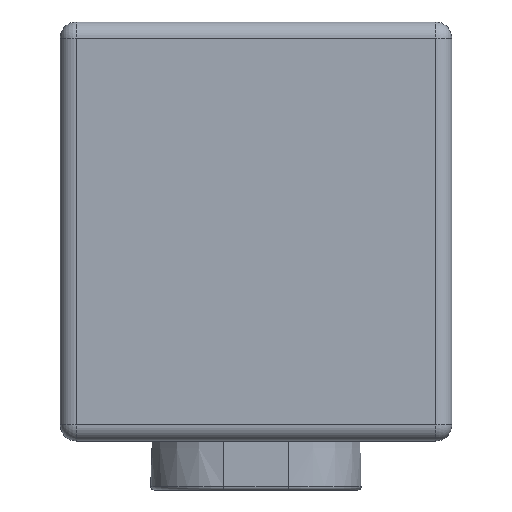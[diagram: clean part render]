
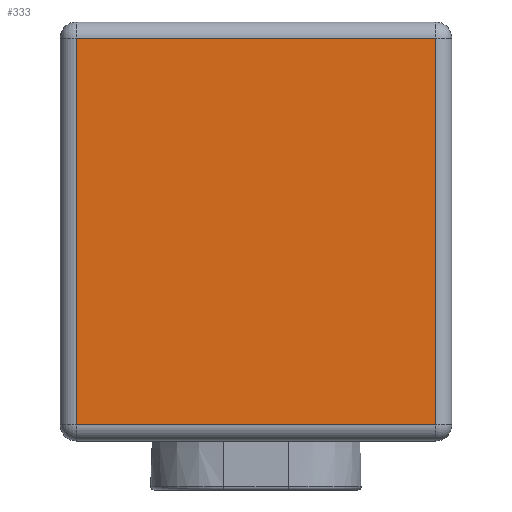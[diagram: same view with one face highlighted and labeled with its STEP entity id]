
A CAD part, left-side view. The second image highlights one B-rep face of the part: STEP entity #333.
In plain terms, the highlighted planar face has unit normal (-1, 0, 0).
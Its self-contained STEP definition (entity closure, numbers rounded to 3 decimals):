
#22 = CARTESIAN_POINT ( 'NONE',  ( -23.5, -16.5, 38.5 ) ) ;
#113 = VERTEX_POINT ( 'NONE', #4058 ) ;
#208 = CARTESIAN_POINT ( 'NONE',  ( -23.5, 16.5, 38.5 ) ) ;
#244 = VECTOR ( 'NONE', #4336, 1000. ) ;
#288 = CARTESIAN_POINT ( 'NONE',  ( -23.5, 16.5, 1.5 ) ) ;
#333 = ADVANCED_FACE ( 'NONE', ( #2843 ), #3609, .F. ) ;
#418 = EDGE_CURVE ( 'NONE', #1325, #113, #1581, .T. ) ;
#428 = EDGE_CURVE ( 'NONE', #1895, #1325, #4227, .T. ) ;
#451 = ORIENTED_EDGE ( 'NONE', *, *, #4237, .T. ) ;
#820 = DIRECTION ( 'NONE',  ( 0., 1., 0. ) ) ;
#848 = CARTESIAN_POINT ( 'NONE',  ( -23.5, 18., 37. ) ) ;
#1122 = ORIENTED_EDGE ( 'NONE', *, *, #428, .T. ) ;
#1305 = LINE ( 'NONE', #848, #4375 ) ;
#1325 = VERTEX_POINT ( 'NONE', #288 ) ;
#1348 = VERTEX_POINT ( 'NONE', #2462 ) ;
#1491 = CARTESIAN_POINT ( 'NONE',  ( -23.5, 18., 38.5 ) ) ;
#1567 = DIRECTION ( 'NONE',  ( 0., -1., 0. ) ) ;
#1581 = LINE ( 'NONE', #3998, #2442 ) ;
#1721 = VECTOR ( 'NONE', #3820, 1000. ) ;
#1771 = EDGE_LOOP ( 'NONE', ( #451, #1122, #2536, #3928 ) ) ;
#1895 = VERTEX_POINT ( 'NONE', #4430 ) ;
#1925 = DIRECTION ( 'NONE',  ( 0., 1., 0. ) ) ;
#2047 = LINE ( 'NONE', #22, #1721 ) ;
#2442 = VECTOR ( 'NONE', #1567, 1000. ) ;
#2462 = CARTESIAN_POINT ( 'NONE',  ( -23.5, -16.5, 37. ) ) ;
#2536 = ORIENTED_EDGE ( 'NONE', *, *, #418, .T. ) ;
#2843 = FACE_OUTER_BOUND ( 'NONE', #1771, .T. ) ;
#3246 = AXIS2_PLACEMENT_3D ( 'NONE', #1491, #3628, #820 ) ;
#3564 = EDGE_CURVE ( 'NONE', #113, #1348, #2047, .T. ) ;
#3609 = PLANE ( 'NONE',  #3246 ) ;
#3628 = DIRECTION ( 'NONE',  ( 1., 0., 0. ) ) ;
#3820 = DIRECTION ( 'NONE',  ( 0., 0., 1. ) ) ;
#3928 = ORIENTED_EDGE ( 'NONE', *, *, #3564, .T. ) ;
#3998 = CARTESIAN_POINT ( 'NONE',  ( -23.5, 18., 1.5 ) ) ;
#4058 = CARTESIAN_POINT ( 'NONE',  ( -23.5, -16.5, 1.5 ) ) ;
#4227 = LINE ( 'NONE', #208, #244 ) ;
#4237 = EDGE_CURVE ( 'NONE', #1348, #1895, #1305, .T. ) ;
#4336 = DIRECTION ( 'NONE',  ( 0., 0., -1. ) ) ;
#4375 = VECTOR ( 'NONE', #1925, 1000. ) ;
#4430 = CARTESIAN_POINT ( 'NONE',  ( -23.5, 16.5, 37. ) ) ;
